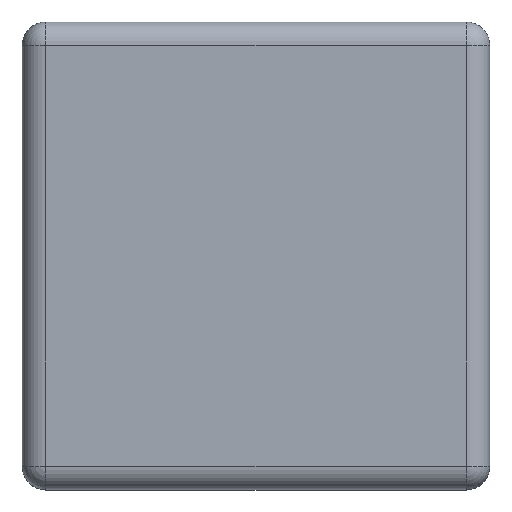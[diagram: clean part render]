
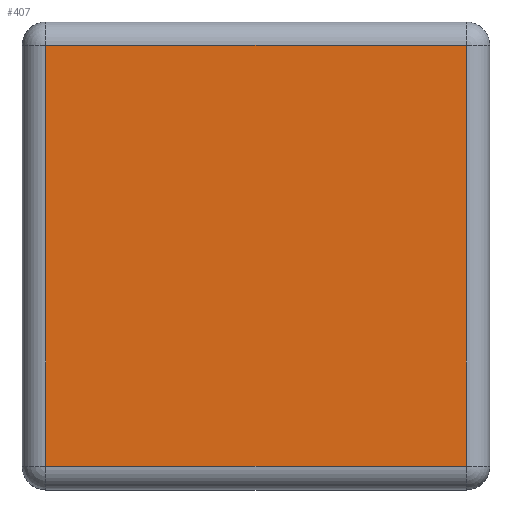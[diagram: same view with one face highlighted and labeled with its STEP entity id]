
A CAD part, top view. The second image highlights one B-rep face of the part: STEP entity #407.
In plain terms, the highlighted planar face has unit normal (0, 0, 1).
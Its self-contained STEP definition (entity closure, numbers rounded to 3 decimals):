
#186 = VERTEX_POINT('',#187);
#187 = CARTESIAN_POINT('',(-1.935,-1.935,2.1));
#194 = EDGE_CURVE('',#186,#195,#197,.T.);
#195 = VERTEX_POINT('',#196);
#196 = CARTESIAN_POINT('',(-1.935,1.935,2.1));
#197 = LINE('',#198,#199);
#198 = CARTESIAN_POINT('',(-1.935,-1.935,2.1));
#199 = VECTOR('',#200,1.);
#200 = DIRECTION('',(0.,1.,0.));
#407 = ADVANCED_FACE('',(#408),#433,.T.);
#408 = FACE_BOUND('',#409,.T.);
#409 = EDGE_LOOP('',(#410,#411,#419,#427));
#410 = ORIENTED_EDGE('',*,*,#194,.F.);
#411 = ORIENTED_EDGE('',*,*,#412,.F.);
#412 = EDGE_CURVE('',#413,#186,#415,.T.);
#413 = VERTEX_POINT('',#414);
#414 = CARTESIAN_POINT('',(1.935,-1.935,2.1));
#415 = LINE('',#416,#417);
#416 = CARTESIAN_POINT('',(1.935,-1.935,2.1));
#417 = VECTOR('',#418,1.);
#418 = DIRECTION('',(-1.,-0.,-0.));
#419 = ORIENTED_EDGE('',*,*,#420,.F.);
#420 = EDGE_CURVE('',#421,#413,#423,.T.);
#421 = VERTEX_POINT('',#422);
#422 = CARTESIAN_POINT('',(1.935,1.935,2.1));
#423 = LINE('',#424,#425);
#424 = CARTESIAN_POINT('',(1.935,1.935,2.1));
#425 = VECTOR('',#426,1.);
#426 = DIRECTION('',(-0.,-1.,-0.));
#427 = ORIENTED_EDGE('',*,*,#428,.F.);
#428 = EDGE_CURVE('',#195,#421,#429,.T.);
#429 = LINE('',#430,#431);
#430 = CARTESIAN_POINT('',(-1.935,1.935,2.1));
#431 = VECTOR('',#432,1.);
#432 = DIRECTION('',(1.,0.,0.));
#433 = PLANE('',#434);
#434 = AXIS2_PLACEMENT_3D('',#435,#436,#437);
#435 = CARTESIAN_POINT('',(-2.15,-2.15,2.1));
#436 = DIRECTION('',(0.,0.,1.));
#437 = DIRECTION('',(1.,0.,0.));
